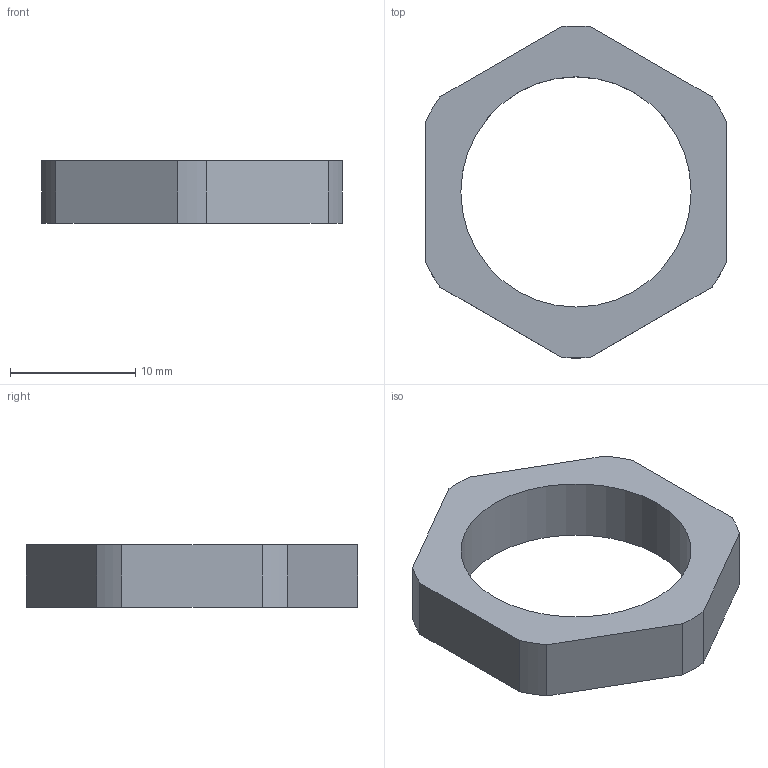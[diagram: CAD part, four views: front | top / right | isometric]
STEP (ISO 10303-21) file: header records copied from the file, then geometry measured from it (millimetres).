
FILE_DESCRIPTION(/* description */ (''),/* implementation_level */ '2;1');
FILE_NAME(/* name */ '100740368ugm000_a.stp',/* time_stamp */ '2017-09-26T12:27:39+02:00',/* author */ (''),/* organization */ (''),/* preprocessor_version */ 'ST-DEVELOPER v16',/* originating_system */ 'SIEMENS PLM Software NX 10.0',/* authorisation */ '');
FILE_SCHEMA (('AUTOMOTIVE_DESIGN { 1 0 10303 214 3 1 1 1 }'));
Length unit declared in the file: millimetre
Products named in the file (1): 100740368ugm000_a
Bounding box: 24 x 26.49 x 5 mm (x, y, z)
Volume: 1147.4 mm3; surface area: 1152.9 mm2
Topology: 1 solids, 1 shells, 15 faces, 39 edges, 27 vertices
Faces by surface type: plane 8, cylinder 7
Full cylindrical faces by diameter (mm): 18.38 x1
Entity records: 509 total; most frequent: DIRECTION 84, CARTESIAN_POINT 81, ORIENTED_EDGE 76, EDGE_CURVE 38, AXIS2_PLACEMENT_3D 30, VERTEX_POINT 26, LINE 24, VECTOR 24
